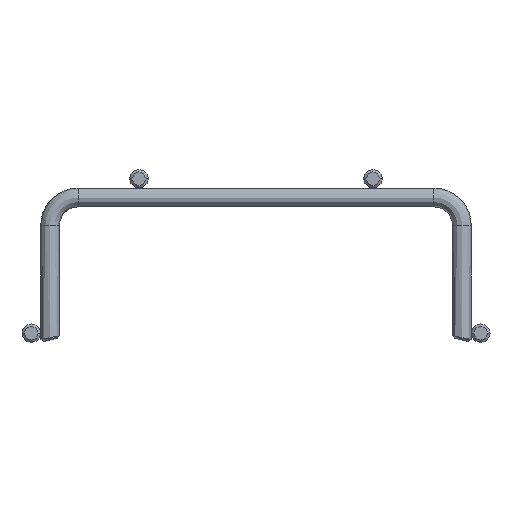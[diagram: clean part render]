
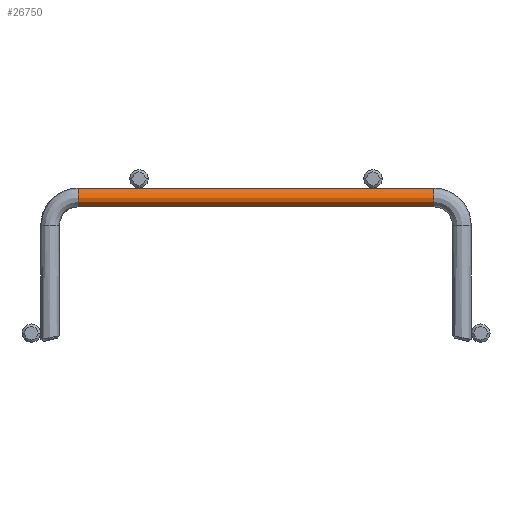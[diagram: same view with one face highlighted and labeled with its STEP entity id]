
A CAD part, front view. The second image highlights one B-rep face of the part: STEP entity #26750.
In plain terms, the highlighted cylindrical face has radius 2 mm (diameter 4 mm), a partial arc.
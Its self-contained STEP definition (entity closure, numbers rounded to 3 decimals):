
#26303=CARTESIAN_POINT('',(38.,-3002.,-2.));
#26304=DIRECTION('',(1.,0.,0.));
#26305=DIRECTION('',(0.,0.,1.));
#26306=AXIS2_PLACEMENT_3D('',#26303,#26304,#26305);
#26313=CARTESIAN_POINT('',(-38.,-3002.,-2.));
#26314=DIRECTION('',(1.,0.,0.));
#26315=DIRECTION('',(0.,0.,1.));
#26316=AXIS2_PLACEMENT_3D('',#26313,#26314,#26315);
#26318=DIRECTION('',(1.,0.,0.));
#26319=VECTOR('',#26318,76.);
#26320=CARTESIAN_POINT('',(-38.,-3002.,0.));
#26321=LINE('',#26320,#26319);
#26405=DIRECTION('',(1.,0.,0.));
#26406=VECTOR('',#26405,76.);
#26407=CARTESIAN_POINT('',(-38.,-3002.,-4.));
#26408=LINE('',#26407,#26406);
#26465=CARTESIAN_POINT('',(-38.,-3002.,-4.));
#26466=CARTESIAN_POINT('',(-38.,-3002.,0.));
#26467=VERTEX_POINT('',#26465);
#26468=VERTEX_POINT('',#26466);
#26469=CARTESIAN_POINT('',(38.,-3002.,-4.));
#26470=CARTESIAN_POINT('',(38.,-3002.,0.));
#26471=VERTEX_POINT('',#26469);
#26472=VERTEX_POINT('',#26470);
#26736=CARTESIAN_POINT('',(-38.,-3002.,-2.));
#26737=DIRECTION('',(1.,0.,0.));
#26738=DIRECTION('',(0.,0.,-1.));
#26739=AXIS2_PLACEMENT_3D('',#26736,#26737,#26738);
#26740=CYLINDRICAL_SURFACE('',#26739,2.);
#26742=ORIENTED_EDGE('',*,*,#26741,.F.);
#26744=ORIENTED_EDGE('',*,*,#26743,.T.);
#26745=ORIENTED_EDGE('',*,*,#26726,.T.);
#26747=ORIENTED_EDGE('',*,*,#26746,.F.);
#26748=EDGE_LOOP('',(#26742,#26744,#26745,#26747));
#26749=FACE_OUTER_BOUND('',#26748,.F.);
#26750=ADVANCED_FACE('',(#26749),#26740,.T.);
#26307=CIRCLE('',#26306,2.);
#26317=CIRCLE('',#26316,2.);
#26726=EDGE_CURVE('',#26472,#26471,#26307,.T.);
#26741=EDGE_CURVE('',#26468,#26467,#26317,.T.);
#26743=EDGE_CURVE('',#26468,#26472,#26321,.T.);
#26746=EDGE_CURVE('',#26467,#26471,#26408,.T.);
